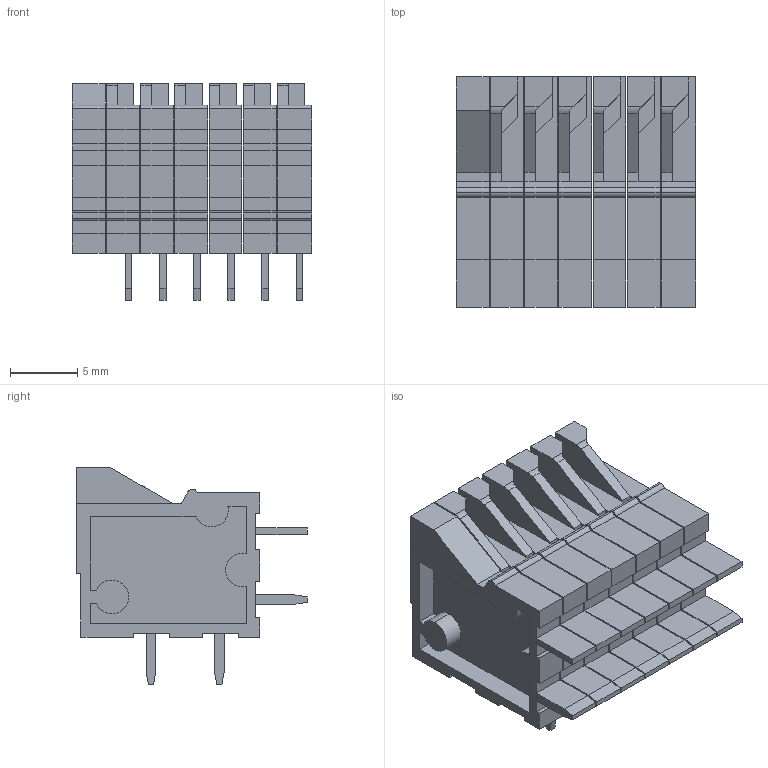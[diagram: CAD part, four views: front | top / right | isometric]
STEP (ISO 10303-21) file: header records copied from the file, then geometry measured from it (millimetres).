
FILE_DESCRIPTION (( 'STEP AP214' ), '1' );
FILE_NAME ('DG141R-3-2.54.STEP', '2017-11-18T15:33:06', ( '' ), ( '' ), 'SwSTEP 2.0', 'SolidWorks 2016', '' );
FILE_SCHEMA (( 'AUTOMOTIVE_DESIGN' ));
Length unit declared in the file: millimetre
Products named in the file (1): DG141R-3-2.54
Bounding box: 17.78 x 17.1 x 16.1 mm (x, y, z)
Volume: 2288.9 mm3; surface area: 4078.9 mm2
Topology: 40 solids, 40 shells, 596 faces, 1482 edges, 976 vertices
Faces by surface type: plane 521, cylinder 45, cone 30
Entity records: 18641 total; most frequent: CARTESIAN_POINT 3163, ORIENTED_EDGE 2964, DIRECTION 2784, EDGE_CURVE 1482, LINE 1326, VECTOR 1326, VERTEX_POINT 976, AXIS2_PLACEMENT_3D 729
